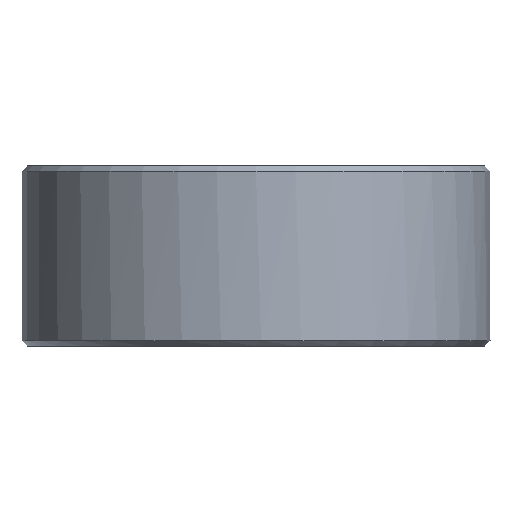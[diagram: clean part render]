
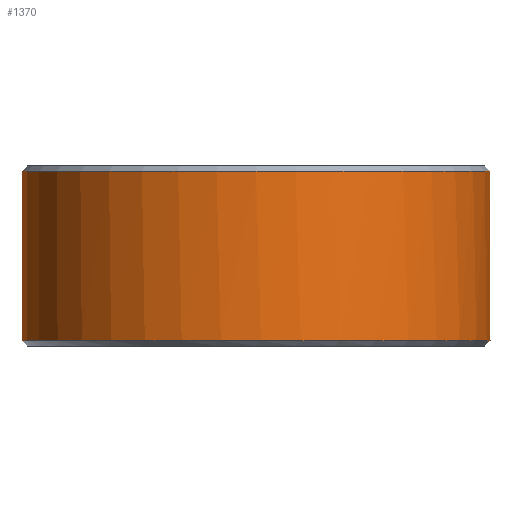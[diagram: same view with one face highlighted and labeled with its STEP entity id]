
A CAD part, front view. The second image highlights one B-rep face of the part: STEP entity #1370.
In plain terms, the highlighted cylindrical face has radius 13 mm (diameter 26 mm), a full revolution.
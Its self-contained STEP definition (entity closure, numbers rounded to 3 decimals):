
#5 = CIRCLE ( 'NONE', #1356, 13. ) ;
#6 = CARTESIAN_POINT ( 'NONE',  ( 0., 0., 5. ) ) ;
#13 = ORIENTED_EDGE ( 'NONE', *, *, #591, .F. ) ;
#45 = EDGE_CURVE ( 'NONE', #1601, #1216, #452, .T. ) ;
#79 = CARTESIAN_POINT ( 'NONE',  ( -12.988, 0.55, 4. ) ) ;
#103 = ORIENTED_EDGE ( 'NONE', *, *, #573, .F. ) ;
#165 = DIRECTION ( 'NONE',  ( 1., 0., 0. ) ) ;
#276 = CARTESIAN_POINT ( 'NONE',  ( 0., 0., 4. ) ) ;
#285 = EDGE_CURVE ( 'NONE', #556, #1030, #1534, .T. ) ;
#314 = EDGE_CURVE ( 'NONE', #1491, #449, #321, .T. ) ;
#321 = LINE ( 'NONE', #684, #827 ) ;
#323 = DIRECTION ( 'NONE',  ( 0., 0., 1. ) ) ;
#359 = CIRCLE ( 'NONE', #1589, 13. ) ;
#395 = CARTESIAN_POINT ( 'NONE',  ( 12.988, 0.55, 4.7 ) ) ;
#414 = CARTESIAN_POINT ( 'NONE',  ( -12.988, -0.55, 4.7 ) ) ;
#415 = CIRCLE ( 'NONE', #1538, 13. ) ;
#420 = DIRECTION ( 'NONE',  ( 0., 0., -1. ) ) ;
#449 = VERTEX_POINT ( 'NONE', #710 ) ;
#452 = LINE ( 'NONE', #1586, #798 ) ;
#493 = DIRECTION ( 'NONE',  ( -1., 0., 0. ) ) ;
#499 = VERTEX_POINT ( 'NONE', #590 ) ;
#528 = DIRECTION ( 'NONE',  ( -1., 0., 0. ) ) ;
#530 = DIRECTION ( 'NONE',  ( 0., 0., -1. ) ) ;
#551 = CARTESIAN_POINT ( 'NONE',  ( -12.988, 0.55, 4.7 ) ) ;
#556 = VERTEX_POINT ( 'NONE', #414 ) ;
#573 = EDGE_CURVE ( 'NONE', #614, #614, #5, .T. ) ;
#590 = CARTESIAN_POINT ( 'NONE',  ( -12.988, 0.55, 4. ) ) ;
#591 = EDGE_CURVE ( 'NONE', #1601, #449, #1037, .T. ) ;
#600 = EDGE_LOOP ( 'NONE', ( #103 ) ) ;
#604 = EDGE_CURVE ( 'NONE', #1216, #556, #1331, .T. ) ;
#608 = FACE_OUTER_BOUND ( 'NONE', #600, .T. ) ;
#614 = VERTEX_POINT ( 'NONE', #1322 ) ;
#633 = FACE_OUTER_BOUND ( 'NONE', #1066, .T. ) ;
#666 = DIRECTION ( 'NONE',  ( 0., 0., -1. ) ) ;
#680 = AXIS2_PLACEMENT_3D ( 'NONE', #6, #1267, #493 ) ;
#684 = CARTESIAN_POINT ( 'NONE',  ( 12.988, 0.55, 4. ) ) ;
#691 = DIRECTION ( 'NONE',  ( 0., 0., -1. ) ) ;
#710 = CARTESIAN_POINT ( 'NONE',  ( 12.988, 0.55, 4. ) ) ;
#784 = DIRECTION ( 'NONE',  ( -1., 0., 0. ) ) ;
#785 = EDGE_CURVE ( 'NONE', #499, #1165, #1450, .T. ) ;
#795 = DIRECTION ( 'NONE',  ( -1., 0., 0. ) ) ;
#798 = VECTOR ( 'NONE', #1220, 1000. ) ;
#814 = CARTESIAN_POINT ( 'NONE',  ( 0., 0., 4. ) ) ;
#827 = VECTOR ( 'NONE', #420, 1000. ) ;
#833 = ORIENTED_EDGE ( 'NONE', *, *, #45, .T. ) ;
#918 = DIRECTION ( 'NONE',  ( 0., 0., 1. ) ) ;
#958 = ORIENTED_EDGE ( 'NONE', *, *, #1074, .F. ) ;
#987 = AXIS2_PLACEMENT_3D ( 'NONE', #814, #918, #784 ) ;
#1030 = VERTEX_POINT ( 'NONE', #1405 ) ;
#1037 = CIRCLE ( 'NONE', #987, 13. ) ;
#1046 = ORIENTED_EDGE ( 'NONE', *, *, #604, .T. ) ;
#1051 = DIRECTION ( 'NONE',  ( 0., 0., -1. ) ) ;
#1062 = VECTOR ( 'NONE', #691, 1000. ) ;
#1066 = EDGE_LOOP ( 'NONE', ( #13, #833, #1046, #1588, #958, #1504, #1472, #1568 ) ) ;
#1074 = EDGE_CURVE ( 'NONE', #499, #1030, #359, .T. ) ;
#1162 = CARTESIAN_POINT ( 'NONE',  ( -12.988, -0.55, 4. ) ) ;
#1164 = DIRECTION ( 'NONE',  ( -1., 0., 0. ) ) ;
#1165 = VERTEX_POINT ( 'NONE', #551 ) ;
#1186 = CARTESIAN_POINT ( 'NONE',  ( 0., 0., 4.7 ) ) ;
#1216 = VERTEX_POINT ( 'NONE', #1590 ) ;
#1220 = DIRECTION ( 'NONE',  ( 0., 0., 1. ) ) ;
#1238 = CARTESIAN_POINT ( 'NONE',  ( 12.988, -0.55, 4. ) ) ;
#1252 = VECTOR ( 'NONE', #323, 1000. ) ;
#1267 = DIRECTION ( 'NONE',  ( 0., 0., -1. ) ) ;
#1295 = CARTESIAN_POINT ( 'NONE',  ( 0., 0., -4.7 ) ) ;
#1322 = CARTESIAN_POINT ( 'NONE',  ( 13., 0., -4.7 ) ) ;
#1331 = CIRCLE ( 'NONE', #1430, 13. ) ;
#1356 = AXIS2_PLACEMENT_3D ( 'NONE', #1295, #1051, #165 ) ;
#1370 = ADVANCED_FACE ( 'NONE', ( #633, #608 ), #1390, .T. ) ;
#1390 = CYLINDRICAL_SURFACE ( 'NONE', #680, 13. ) ;
#1405 = CARTESIAN_POINT ( 'NONE',  ( -12.988, -0.55, 4. ) ) ;
#1430 = AXIS2_PLACEMENT_3D ( 'NONE', #1186, #530, #795 ) ;
#1450 = LINE ( 'NONE', #79, #1252 ) ;
#1472 = ORIENTED_EDGE ( 'NONE', *, *, #1514, .T. ) ;
#1491 = VERTEX_POINT ( 'NONE', #395 ) ;
#1504 = ORIENTED_EDGE ( 'NONE', *, *, #785, .T. ) ;
#1514 = EDGE_CURVE ( 'NONE', #1165, #1491, #415, .T. ) ;
#1529 = CARTESIAN_POINT ( 'NONE',  ( 0., 0., 4.7 ) ) ;
#1534 = LINE ( 'NONE', #1162, #1062 ) ;
#1538 = AXIS2_PLACEMENT_3D ( 'NONE', #1529, #666, #1164 ) ;
#1541 = DIRECTION ( 'NONE',  ( 0., 0., 1. ) ) ;
#1568 = ORIENTED_EDGE ( 'NONE', *, *, #314, .T. ) ;
#1586 = CARTESIAN_POINT ( 'NONE',  ( 12.988, -0.55, 4. ) ) ;
#1588 = ORIENTED_EDGE ( 'NONE', *, *, #285, .T. ) ;
#1589 = AXIS2_PLACEMENT_3D ( 'NONE', #276, #1541, #528 ) ;
#1590 = CARTESIAN_POINT ( 'NONE',  ( 12.988, -0.55, 4.7 ) ) ;
#1601 = VERTEX_POINT ( 'NONE', #1238 ) ;
